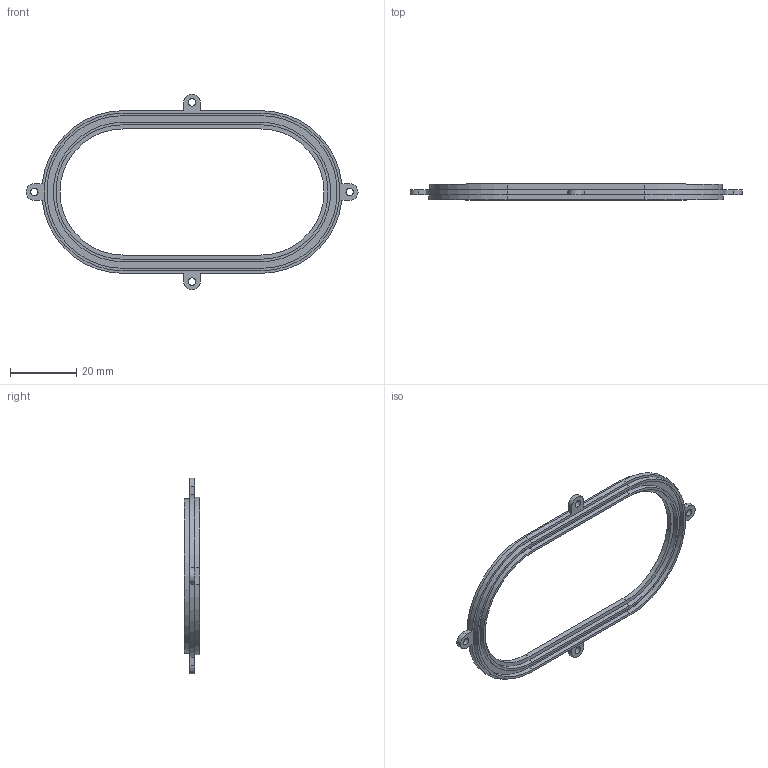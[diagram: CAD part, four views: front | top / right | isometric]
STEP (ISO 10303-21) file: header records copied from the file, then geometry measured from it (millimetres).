
FILE_DESCRIPTION((''),'2;1');
FILE_NAME('RUBBER_PART_HOLDER_6','2021-06-29T',('User'),(''),'CREO PARAMETRIC BY PTC INC, 2014350','CREO PARAMETRIC BY PTC INC, 2014350','');
FILE_SCHEMA(('AUTOMOTIVE_DESIGN { 1 0 10303 214 1 1 1 1 }'));
Length unit declared in the file: millimetre
Products named in the file (1): RUBBER_PART_HOLDER_6
Bounding box: 100 x 4.75 x 59 mm (x, y, z)
Volume: 3005.8 mm3; surface area: 5419.2 mm2
Topology: 1 solids, 1 shells, 80 faces, 232 edges, 160 vertices
Faces by surface type: plane 42, cylinder 38
Entity records: 3478 total; most frequent: DIRECTION 484, CARTESIAN_POINT 474, ORIENTED_EDGE 464, PRESENTATION_STYLE_ASSIGNMENT 233, STYLED_ITEM 233, CURVE_STYLE 232, EDGE_CURVE 232, AXIS2_PLACEMENT_3D 172
